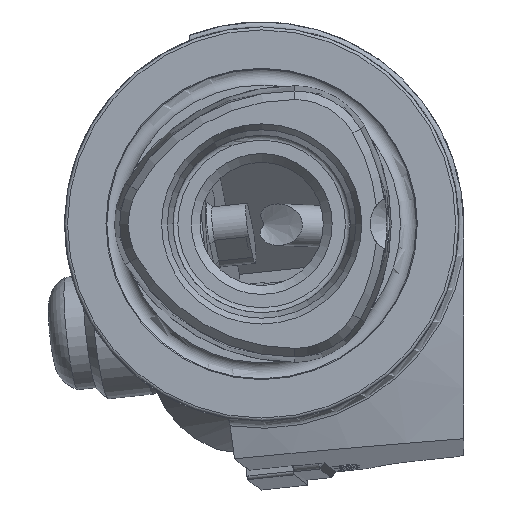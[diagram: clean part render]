
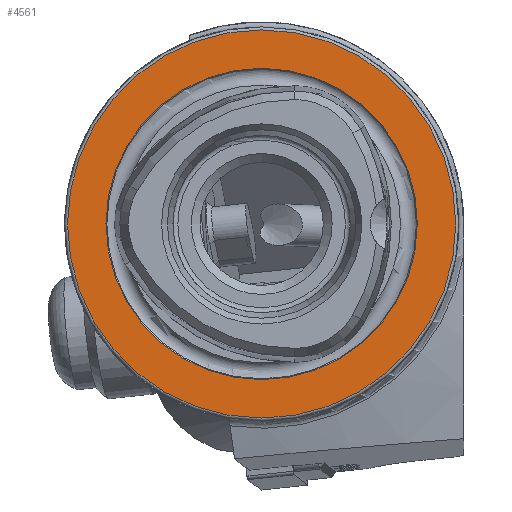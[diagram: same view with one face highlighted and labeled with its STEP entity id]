
A CAD part, left-side view. The second image highlights one B-rep face of the part: STEP entity #4561.
In plain terms, the highlighted planar face has unit normal (-1, 0, 0).
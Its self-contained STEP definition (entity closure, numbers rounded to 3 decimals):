
#108 = DIRECTION ( 'NONE',  ( 0., 0., 1. ) ) ;
#589 = DIRECTION ( 'NONE',  ( -1., 0., 0. ) ) ;
#619 = PLANE ( 'NONE',  #10158 ) ;
#1057 = AXIS2_PLACEMENT_3D ( 'NONE', #6234, #9520, #10470 ) ;
#2592 = CARTESIAN_POINT ( 'NONE',  ( 0., 0., 19.7 ) ) ;
#2850 = DIRECTION ( 'NONE',  ( 0., 0., -1. ) ) ;
#2910 = DIRECTION ( 'NONE',  ( 1., 0., 0. ) ) ;
#3113 = EDGE_CURVE ( 'NONE', #8212, #8212, #9118, .T. ) ;
#3299 = CIRCLE ( 'NONE', #1057, 19.7 ) ;
#4204 = CARTESIAN_POINT ( 'NONE',  ( 0., 15.8, 0. ) ) ;
#4561 = ADVANCED_FACE ( 'NONE', ( #9608, #8773 ), #619, .F. ) ;
#4946 = AXIS2_PLACEMENT_3D ( 'NONE', #8681, #589, #108 ) ;
#5395 = ORIENTED_EDGE ( 'NONE', *, *, #7338, .T. ) ;
#6234 = CARTESIAN_POINT ( 'NONE',  ( 0., 0., 0. ) ) ;
#7338 = EDGE_CURVE ( 'NONE', #9864, #9864, #3299, .T. ) ;
#8212 = VERTEX_POINT ( 'NONE', #10929 ) ;
#8681 = CARTESIAN_POINT ( 'NONE',  ( 0., 0., 0. ) ) ;
#8773 = FACE_OUTER_BOUND ( 'NONE', #9017, .T. ) ;
#9017 = EDGE_LOOP ( 'NONE', ( #5395 ) ) ;
#9118 = CIRCLE ( 'NONE', #4946, 15.8 ) ;
#9520 = DIRECTION ( 'NONE',  ( -1., 0., 0. ) ) ;
#9608 = FACE_BOUND ( 'NONE', #9715, .T. ) ;
#9644 = ORIENTED_EDGE ( 'NONE', *, *, #3113, .F. ) ;
#9715 = EDGE_LOOP ( 'NONE', ( #9644 ) ) ;
#9864 = VERTEX_POINT ( 'NONE', #2592 ) ;
#10158 = AXIS2_PLACEMENT_3D ( 'NONE', #4204, #2910, #2850 ) ;
#10470 = DIRECTION ( 'NONE',  ( 0., 0., 1. ) ) ;
#10929 = CARTESIAN_POINT ( 'NONE',  ( 0., 0., 15.8 ) ) ;
